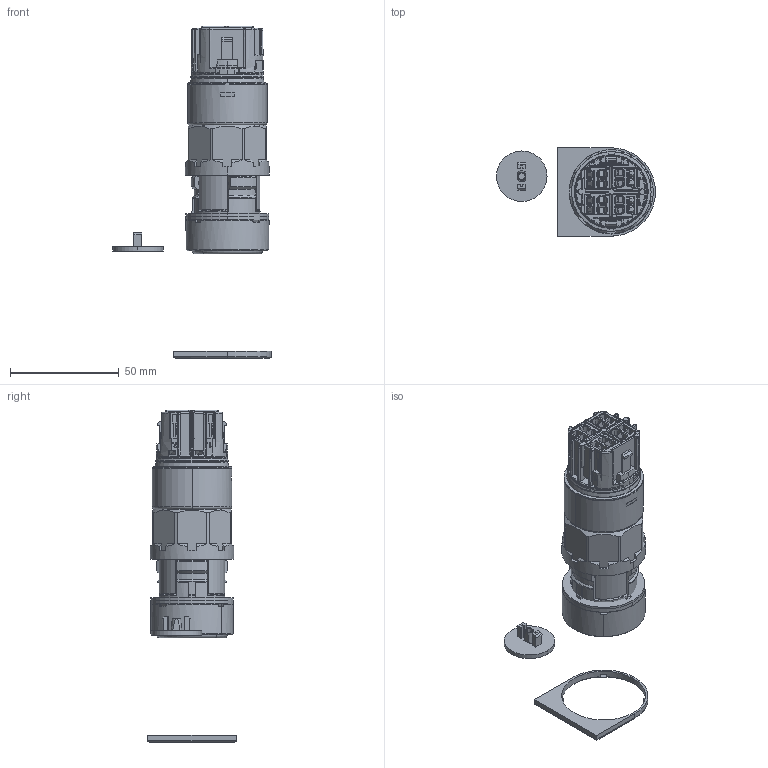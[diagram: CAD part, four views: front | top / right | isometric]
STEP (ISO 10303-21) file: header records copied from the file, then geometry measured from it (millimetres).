
FILE_DESCRIPTION (( 'STEP AP203' ), '1' );
FILE_NAME ('8003-1_2-001-ap203.STEP', '2012-10-06T10:50:39', ( 'Admin' ), ( 'R. STAHL AG' ), 'SwSTEP 2.0', 'SolidWorks 2012', '' );
FILE_SCHEMA (( 'CONFIG_CONTROL_DESIGN' ));
Length unit declared in the file: millimetre
Products named in the file (25): 8003-1_2-001-ap203; 86_029_04_80_0; 86_020_07_03_0; 86_029_07_95_0; 86_029_23_55_0_Drucktaster; 505_711_0; 86_029_01_94_0; 86_029_11_95_0; 86_029_01_51_0; 86_029_14_80_0; 86_029_01_15_0_86 029 22 15 0; 520_583_0; 520_582_0; 80_130_01_62_0; Klemmenblock; 80_139_01_94_0_gesteckt; Zugfeder_Wago_22091999mon.prt; 80_139_02_57_0; 80_139_01_54_0_lang; 80_139_02_51_0; 80_139_01_66_0; 80_139_01_66_0_Dichtung_angepasst; 80_139_01_66_0_ohne Dichtung; 80_039_02_51_0
Assembly tree (28 placements, depth 4):
  8003-1_2-001-ap203
    80_039_02_51_0
      80_039_02_51_0
    80_139_01_66_0
      80_139_01_66_0_ohne Dichtung
      80_139_01_66_0_Dichtung_angepasst
    80_139_02_51_0
    80_130_01_62_0  x4
      80_139_01_54_0_lang
      Klemmenblock
        80_139_02_57_0
        Zugfeder_Wago_22091999mon.prt  x2
        80_139_01_94_0_gesteckt
    520_582_0
    520_583_0
    86_020_07_03_0
      86_029_01_15_0_86 029 22 15 0
      86_029_14_80_0
      86_029_01_51_0
      86_029_11_95_0
      86_029_01_94_0
      505_711_0
      86_029_23_55_0_Drucktaster
      86_029_07_95_0
    86_029_04_80_0
Bounding box: 73.03 x 40.6 x 152.52 mm (x, y, z)
Volume: 53974.6 mm3; surface area: 78286.7 mm2
Topology: 35 solids, 35 shells, 5490 faces, 14959 edges, 9662 vertices
Faces by surface type: plane 2981, cylinder 1187, bspline 773, cone 265, torus 251, sphere 33
Entity records: 149218 total; most frequent: CARTESIAN_POINT 56673, ORIENTED_EDGE 20108, DIRECTION 16693, EDGE_CURVE 10054, VERTEX_POINT 6538, VECTOR 5867, LINE 5867, AXIS2_PLACEMENT_3D 5413
